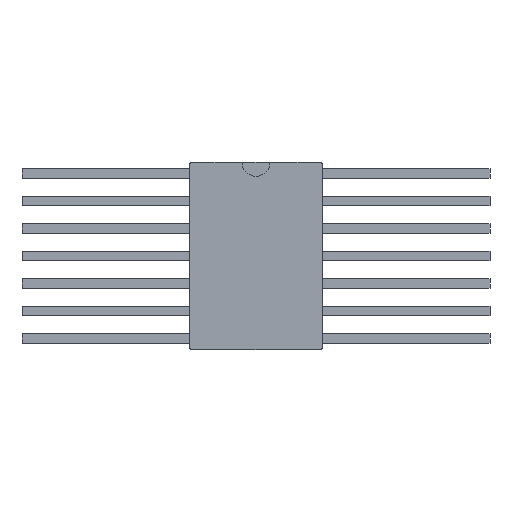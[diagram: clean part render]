
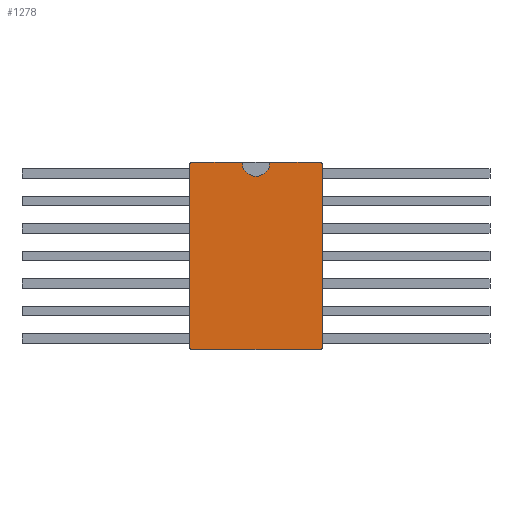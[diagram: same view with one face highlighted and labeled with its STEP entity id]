
A CAD part, top view. The second image highlights one B-rep face of the part: STEP entity #1278.
In plain terms, the highlighted face is planar.
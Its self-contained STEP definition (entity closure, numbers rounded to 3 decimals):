
#978=CARTESIAN_POINT('',(0.,0.81,-4.318));
#979=DIRECTION('',(0.,1.,0.));
#980=DIRECTION('',(-1.,0.,0.));
#981=AXIS2_PLACEMENT_3D('',#978,#979,#980);
#986=DIRECTION('',(-1.,0.,0.));
#987=VECTOR('',#986,2.321);
#988=CARTESIAN_POINT('',(2.961,0.81,-4.318));
#989=LINE('',#988,#987);
#993=CARTESIAN_POINT('',(2.961,0.81,-4.218));
#994=DIRECTION('',(0.,1.,0.));
#995=DIRECTION('',(1.,0.,0.));
#996=AXIS2_PLACEMENT_3D('',#993,#994,#995);
#1001=DIRECTION('',(0.,0.,-1.));
#1002=VECTOR('',#1001,8.436);
#1003=CARTESIAN_POINT('',(3.061,0.81,4.218));
#1004=LINE('',#1003,#1002);
#1008=CARTESIAN_POINT('',(2.961,0.81,4.218));
#1009=DIRECTION('',(0.,1.,0.));
#1010=DIRECTION('',(0.,0.,1.));
#1011=AXIS2_PLACEMENT_3D('',#1008,#1009,#1010);
#1016=DIRECTION('',(1.,0.,0.));
#1017=VECTOR('',#1016,5.921);
#1018=CARTESIAN_POINT('',(-2.961,0.81,4.318));
#1019=LINE('',#1018,#1017);
#1023=CARTESIAN_POINT('',(-2.961,0.81,4.218));
#1024=DIRECTION('',(0.,1.,0.));
#1025=DIRECTION('',(-1.,0.,0.));
#1026=AXIS2_PLACEMENT_3D('',#1023,#1024,#1025);
#1031=DIRECTION('',(0.,0.,1.));
#1032=VECTOR('',#1031,8.436);
#1033=CARTESIAN_POINT('',(-3.061,0.81,-4.218));
#1034=LINE('',#1033,#1032);
#1038=CARTESIAN_POINT('',(-2.961,0.81,-4.218));
#1039=DIRECTION('',(0.,1.,0.));
#1040=DIRECTION('',(0.,0.,-1.));
#1041=AXIS2_PLACEMENT_3D('',#1038,#1039,#1040);
#1046=DIRECTION('',(-1.,0.,0.));
#1047=VECTOR('',#1046,2.321);
#1048=CARTESIAN_POINT('',(-0.64,0.81,-4.318));
#1049=LINE('',#1048,#1047);
#1057=CARTESIAN_POINT('',(2.961,0.81,4.318));
#1058=VERTEX_POINT('',#1057);
#1059=CARTESIAN_POINT('',(3.061,0.81,4.218));
#1060=VERTEX_POINT('',#1059);
#1065=CARTESIAN_POINT('',(3.061,0.81,-4.218));
#1066=VERTEX_POINT('',#1065);
#1067=CARTESIAN_POINT('',(2.961,0.81,-4.318));
#1068=VERTEX_POINT('',#1067);
#1073=CARTESIAN_POINT('',(-2.961,0.81,-4.318));
#1074=VERTEX_POINT('',#1073);
#1075=CARTESIAN_POINT('',(-3.061,0.81,-4.218));
#1076=VERTEX_POINT('',#1075);
#1081=CARTESIAN_POINT('',(-3.061,0.81,4.218));
#1082=VERTEX_POINT('',#1081);
#1083=CARTESIAN_POINT('',(-2.961,0.81,4.318));
#1084=VERTEX_POINT('',#1083);
#1089=CARTESIAN_POINT('',(-0.64,0.81,-4.318));
#1090=CARTESIAN_POINT('',(0.64,0.81,-4.318));
#1091=VERTEX_POINT('',#1089);
#1092=VERTEX_POINT('',#1090);
#1261=CARTESIAN_POINT('',(0.,0.81,0.));
#1262=DIRECTION('',(0.,1.,0.));
#1263=DIRECTION('',(1.,0.,0.));
#1264=AXIS2_PLACEMENT_3D('',#1261,#1262,#1263);
#1265=PLANE('',#1264);
#1266=ORIENTED_EDGE('',*,*,#1129,.T.);
#1267=ORIENTED_EDGE('',*,*,#1145,.F.);
#1268=ORIENTED_EDGE('',*,*,#1172,.F.);
#1269=ORIENTED_EDGE('',*,*,#1185,.F.);
#1270=ORIENTED_EDGE('',*,*,#1200,.F.);
#1271=ORIENTED_EDGE('',*,*,#1215,.F.);
#1272=ORIENTED_EDGE('',*,*,#1228,.F.);
#1273=ORIENTED_EDGE('',*,*,#1241,.F.);
#1274=ORIENTED_EDGE('',*,*,#1255,.F.);
#1275=ORIENTED_EDGE('',*,*,#1156,.F.);
#1276=EDGE_LOOP('',(#1266,#1267,#1268,#1269,#1270,#1271,#1272,#1273,#1274,
#1275));
#1277=FACE_OUTER_BOUND('',#1276,.F.);
#1278=ADVANCED_FACE('',(#1277),#1265,.T.);
#982=CIRCLE('',#981,0.64);
#997=CIRCLE('',#996,0.1);
#1012=CIRCLE('',#1011,0.1);
#1027=CIRCLE('',#1026,0.1);
#1042=CIRCLE('',#1041,0.1);
#1129=EDGE_CURVE('',#1091,#1092,#982,.T.);
#1145=EDGE_CURVE('',#1068,#1092,#989,.T.);
#1156=EDGE_CURVE('',#1091,#1074,#1049,.T.);
#1172=EDGE_CURVE('',#1066,#1068,#997,.T.);
#1185=EDGE_CURVE('',#1060,#1066,#1004,.T.);
#1200=EDGE_CURVE('',#1058,#1060,#1012,.T.);
#1215=EDGE_CURVE('',#1084,#1058,#1019,.T.);
#1228=EDGE_CURVE('',#1082,#1084,#1027,.T.);
#1241=EDGE_CURVE('',#1076,#1082,#1034,.T.);
#1255=EDGE_CURVE('',#1074,#1076,#1042,.T.);
